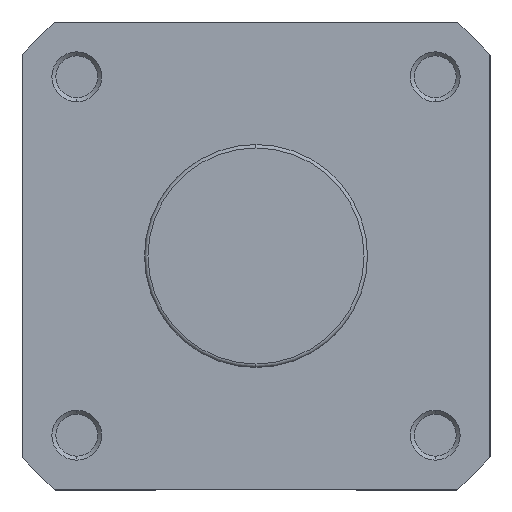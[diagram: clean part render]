
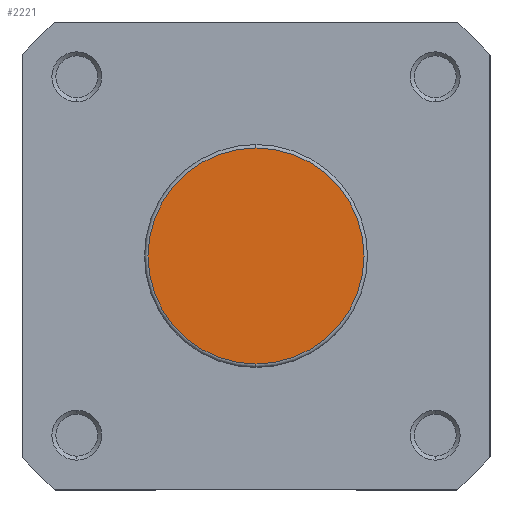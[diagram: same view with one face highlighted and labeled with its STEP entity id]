
A CAD part, left-side view. The second image highlights one B-rep face of the part: STEP entity #2221.
In plain terms, the highlighted planar face has unit normal (-1, 0, 0).
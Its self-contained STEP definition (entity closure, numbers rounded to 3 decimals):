
#768 = CARTESIAN_POINT ( 'NONE',  ( 0., 0., 21.7 ) ) ;
#793 = CARTESIAN_POINT ( 'NONE',  ( 0., 0., -21.7 ) ) ;
#1022 = CARTESIAN_POINT ( 'NONE',  ( 0., 0., 0. ) ) ;
#1023 = DIRECTION ( 'NONE',  ( -1., 0., 0. ) ) ;
#1024 = DIRECTION ( 'NONE',  ( 0., 0., -1. ) ) ;
#1091 = CARTESIAN_POINT ( 'NONE',  ( 0., 0., 0. ) ) ;
#1100 = DIRECTION ( 'NONE',  ( -1., 0., 0. ) ) ;
#1101 = DIRECTION ( 'NONE',  ( 0., 0., -1. ) ) ;
#1835 = DIRECTION ( 'NONE',  ( 0., 0., -1. ) ) ;
#1840 = DIRECTION ( 'NONE',  ( 1., 0., 0. ) ) ;
#1842 = PLANE ( 'NONE',  #2765 ) ;
#1843 = CARTESIAN_POINT ( 'NONE',  ( 0., 22.4, 0. ) ) ;
#2221 = ADVANCED_FACE ( 'NONE', ( #3243 ), #1842, .F. ) ;
#2765 = AXIS2_PLACEMENT_3D ( 'NONE', #1843, #1840, #1835 ) ;
#2937 = AXIS2_PLACEMENT_3D ( 'NONE', #1022, #1023, #1024 ) ;
#2952 = AXIS2_PLACEMENT_3D ( 'NONE', #1091, #1100, #1101 ) ;
#3243 = FACE_OUTER_BOUND ( 'NONE', #4793, .T. ) ;
#3694 = CIRCLE ( 'NONE', #2937, 21.7 ) ;
#3741 = CIRCLE ( 'NONE', #2952, 21.7 ) ;
#4178 = ORIENTED_EDGE ( 'NONE', *, *, #5495, .T. ) ;
#4271 = ORIENTED_EDGE ( 'NONE', *, *, #5463, .T. ) ;
#4793 = EDGE_LOOP ( 'NONE', ( #4178, #4271 ) ) ;
#5268 = VERTEX_POINT ( 'NONE', #768 ) ;
#5293 = VERTEX_POINT ( 'NONE', #793 ) ;
#5463 = EDGE_CURVE ( 'NONE', #5268, #5293, #3694, .T. ) ;
#5495 = EDGE_CURVE ( 'NONE', #5293, #5268, #3741, .T. ) ;
